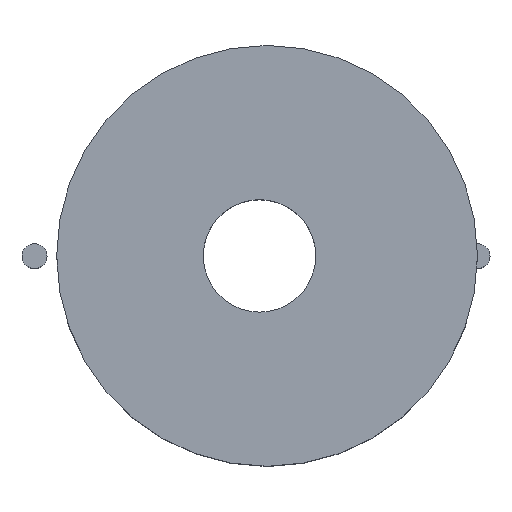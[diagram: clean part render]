
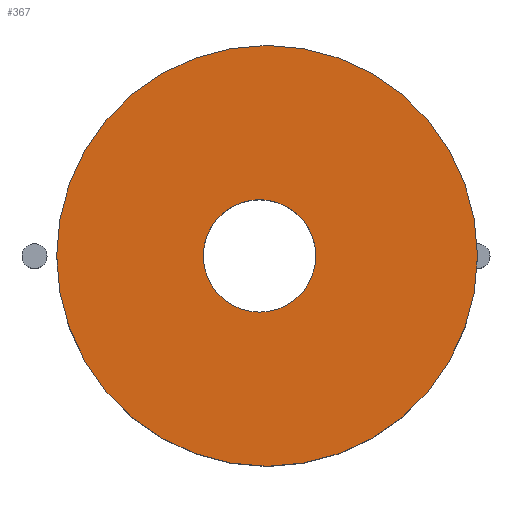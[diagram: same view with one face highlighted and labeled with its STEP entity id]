
A CAD part, top view. The second image highlights one B-rep face of the part: STEP entity #367.
In plain terms, the highlighted planar face has unit normal (0, 0, 1).
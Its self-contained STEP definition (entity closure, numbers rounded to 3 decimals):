
#43 = VERTEX_POINT('',#44);
#44 = CARTESIAN_POINT('',(20.,0.,7.));
#51 = CYLINDRICAL_SURFACE('',#52,9.5);
#52 = AXIS2_PLACEMENT_3D('',#53,#54,#55);
#53 = CARTESIAN_POINT('',(10.5,0.,0.));
#54 = DIRECTION('',(-0.,-0.,-1.));
#55 = DIRECTION('',(1.,0.,0.));
#63 = CYLINDRICAL_SURFACE('',#64,9.5);
#64 = AXIS2_PLACEMENT_3D('',#65,#66,#67);
#65 = CARTESIAN_POINT('',(10.5,0.,0.));
#66 = DIRECTION('',(-0.,-0.,-1.));
#67 = DIRECTION('',(1.,0.,0.));
#75 = EDGE_CURVE('',#43,#76,#78,.T.);
#76 = VERTEX_POINT('',#77);
#77 = CARTESIAN_POINT('',(1.,0.,7.));
#78 = SURFACE_CURVE('',#79,(#84,#91),.PCURVE_S1.);
#79 = CIRCLE('',#80,9.5);
#80 = AXIS2_PLACEMENT_3D('',#81,#82,#83);
#81 = CARTESIAN_POINT('',(10.5,0.,7.));
#82 = DIRECTION('',(0.,0.,1.));
#83 = DIRECTION('',(1.,0.,0.));
#84 = PCURVE('',#51,#85);
#85 = DEFINITIONAL_REPRESENTATION('',(#86),#90);
#86 = LINE('',#87,#88);
#87 = CARTESIAN_POINT('',(-0.,-7.));
#88 = VECTOR('',#89,1.);
#89 = DIRECTION('',(-1.,0.));
#90 = ( GEOMETRIC_REPRESENTATION_CONTEXT(2) 
PARAMETRIC_REPRESENTATION_CONTEXT() REPRESENTATION_CONTEXT('2D SPACE',''
  ) );
#91 = PCURVE('',#92,#97);
#92 = PLANE('',#93);
#93 = AXIS2_PLACEMENT_3D('',#94,#95,#96);
#94 = CARTESIAN_POINT('',(10.5,0.,7.));
#95 = DIRECTION('',(0.,0.,1.));
#96 = DIRECTION('',(1.,0.,0.));
#97 = DEFINITIONAL_REPRESENTATION('',(#98),#102);
#98 = CIRCLE('',#99,9.5);
#99 = AXIS2_PLACEMENT_2D('',#100,#101);
#100 = CARTESIAN_POINT('',(0.,0.));
#101 = DIRECTION('',(1.,0.));
#102 = ( GEOMETRIC_REPRESENTATION_CONTEXT(2) 
PARAMETRIC_REPRESENTATION_CONTEXT() REPRESENTATION_CONTEXT('2D SPACE',''
  ) );
#158 = EDGE_CURVE('',#76,#43,#159,.T.);
#159 = SURFACE_CURVE('',#160,(#165,#172),.PCURVE_S1.);
#160 = CIRCLE('',#161,9.5);
#161 = AXIS2_PLACEMENT_3D('',#162,#163,#164);
#162 = CARTESIAN_POINT('',(10.5,0.,7.));
#163 = DIRECTION('',(0.,0.,1.));
#164 = DIRECTION('',(1.,0.,0.));
#165 = PCURVE('',#63,#166);
#166 = DEFINITIONAL_REPRESENTATION('',(#167),#171);
#167 = LINE('',#168,#169);
#168 = CARTESIAN_POINT('',(-0.,-7.));
#169 = VECTOR('',#170,1.);
#170 = DIRECTION('',(-1.,0.));
#171 = ( GEOMETRIC_REPRESENTATION_CONTEXT(2) 
PARAMETRIC_REPRESENTATION_CONTEXT() REPRESENTATION_CONTEXT('2D SPACE',''
  ) );
#172 = PCURVE('',#92,#173);
#173 = DEFINITIONAL_REPRESENTATION('',(#174),#178);
#174 = CIRCLE('',#175,9.5);
#175 = AXIS2_PLACEMENT_2D('',#176,#177);
#176 = CARTESIAN_POINT('',(0.,0.));
#177 = DIRECTION('',(1.,0.));
#178 = ( GEOMETRIC_REPRESENTATION_CONTEXT(2) 
PARAMETRIC_REPRESENTATION_CONTEXT() REPRESENTATION_CONTEXT('2D SPACE',''
  ) );
#209 = VERTEX_POINT('',#210);
#210 = CARTESIAN_POINT('',(12.7,0.,7.));
#217 = CYLINDRICAL_SURFACE('',#218,2.54);
#218 = AXIS2_PLACEMENT_3D('',#219,#220,#221);
#219 = CARTESIAN_POINT('',(10.16,0.,0.));
#220 = DIRECTION('',(-0.,-0.,-1.));
#221 = DIRECTION('',(1.,0.,0.));
#229 = CYLINDRICAL_SURFACE('',#230,2.54);
#230 = AXIS2_PLACEMENT_3D('',#231,#232,#233);
#231 = CARTESIAN_POINT('',(10.16,0.,0.));
#232 = DIRECTION('',(-0.,-0.,-1.));
#233 = DIRECTION('',(1.,0.,0.));
#241 = EDGE_CURVE('',#209,#242,#244,.T.);
#242 = VERTEX_POINT('',#243);
#243 = CARTESIAN_POINT('',(7.62,0.,7.));
#244 = SURFACE_CURVE('',#245,(#250,#257),.PCURVE_S1.);
#245 = CIRCLE('',#246,2.54);
#246 = AXIS2_PLACEMENT_3D('',#247,#248,#249);
#247 = CARTESIAN_POINT('',(10.16,0.,7.));
#248 = DIRECTION('',(0.,0.,1.));
#249 = DIRECTION('',(1.,0.,0.));
#250 = PCURVE('',#217,#251);
#251 = DEFINITIONAL_REPRESENTATION('',(#252),#256);
#252 = LINE('',#253,#254);
#253 = CARTESIAN_POINT('',(-0.,-7.));
#254 = VECTOR('',#255,1.);
#255 = DIRECTION('',(-1.,0.));
#256 = ( GEOMETRIC_REPRESENTATION_CONTEXT(2) 
PARAMETRIC_REPRESENTATION_CONTEXT() REPRESENTATION_CONTEXT('2D SPACE',''
  ) );
#257 = PCURVE('',#92,#258);
#258 = DEFINITIONAL_REPRESENTATION('',(#259),#263);
#259 = CIRCLE('',#260,2.54);
#260 = AXIS2_PLACEMENT_2D('',#261,#262);
#261 = CARTESIAN_POINT('',(-0.34,0.));
#262 = DIRECTION('',(1.,0.));
#263 = ( GEOMETRIC_REPRESENTATION_CONTEXT(2) 
PARAMETRIC_REPRESENTATION_CONTEXT() REPRESENTATION_CONTEXT('2D SPACE',''
  ) );
#314 = EDGE_CURVE('',#242,#209,#315,.T.);
#315 = SURFACE_CURVE('',#316,(#321,#328),.PCURVE_S1.);
#316 = CIRCLE('',#317,2.54);
#317 = AXIS2_PLACEMENT_3D('',#318,#319,#320);
#318 = CARTESIAN_POINT('',(10.16,0.,7.));
#319 = DIRECTION('',(0.,0.,1.));
#320 = DIRECTION('',(1.,0.,0.));
#321 = PCURVE('',#229,#322);
#322 = DEFINITIONAL_REPRESENTATION('',(#323),#327);
#323 = LINE('',#324,#325);
#324 = CARTESIAN_POINT('',(-0.,-7.));
#325 = VECTOR('',#326,1.);
#326 = DIRECTION('',(-1.,0.));
#327 = ( GEOMETRIC_REPRESENTATION_CONTEXT(2) 
PARAMETRIC_REPRESENTATION_CONTEXT() REPRESENTATION_CONTEXT('2D SPACE',''
  ) );
#328 = PCURVE('',#92,#329);
#329 = DEFINITIONAL_REPRESENTATION('',(#330),#334);
#330 = CIRCLE('',#331,2.54);
#331 = AXIS2_PLACEMENT_2D('',#332,#333);
#332 = CARTESIAN_POINT('',(-0.34,0.));
#333 = DIRECTION('',(1.,0.));
#334 = ( GEOMETRIC_REPRESENTATION_CONTEXT(2) 
PARAMETRIC_REPRESENTATION_CONTEXT() REPRESENTATION_CONTEXT('2D SPACE',''
  ) );
#367 = ADVANCED_FACE('',(#368,#372),#92,.T.);
#368 = FACE_BOUND('',#369,.T.);
#369 = EDGE_LOOP('',(#370,#371));
#370 = ORIENTED_EDGE('',*,*,#75,.T.);
#371 = ORIENTED_EDGE('',*,*,#158,.T.);
#372 = FACE_BOUND('',#373,.T.);
#373 = EDGE_LOOP('',(#374,#375));
#374 = ORIENTED_EDGE('',*,*,#241,.F.);
#375 = ORIENTED_EDGE('',*,*,#314,.F.);
